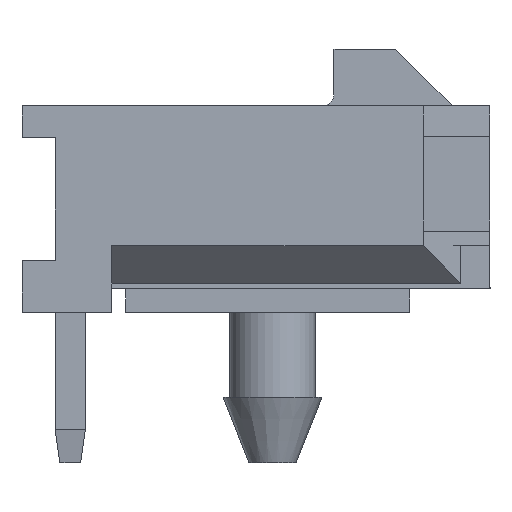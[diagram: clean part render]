
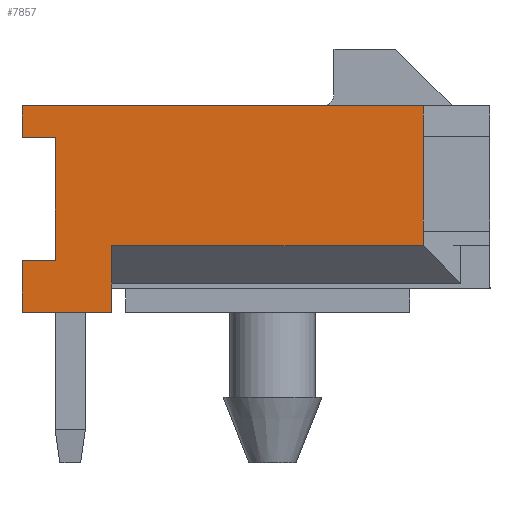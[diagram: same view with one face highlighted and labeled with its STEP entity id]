
A CAD part, left-side view. The second image highlights one B-rep face of the part: STEP entity #7857.
In plain terms, the highlighted planar face has unit normal (-1, 0, 0).
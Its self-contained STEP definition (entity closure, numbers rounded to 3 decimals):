
#1045=ORIENTED_EDGE('',*,*,#3155,.T.);
#1046=ORIENTED_EDGE('',*,*,#3156,.T.);
#1047=ORIENTED_EDGE('',*,*,#3148,.T.);
#1048=ORIENTED_EDGE('',*,*,#3157,.T.);
#1049=ORIENTED_EDGE('',*,*,#3158,.F.);
#1050=ORIENTED_EDGE('',*,*,#3159,.T.);
#1051=ORIENTED_EDGE('',*,*,#3160,.F.);
#1052=ORIENTED_EDGE('',*,*,#3161,.F.);
#1053=ORIENTED_EDGE('',*,*,#3162,.F.);
#1054=ORIENTED_EDGE('',*,*,#2548,.T.);
#1055=ORIENTED_EDGE('',*,*,#3154,.T.);
#1056=ORIENTED_EDGE('',*,*,#3163,.T.);
#2548=EDGE_CURVE('',#3678,#3677,#4414,.T.);
#3148=EDGE_CURVE('',#4141,#4142,#5014,.T.);
#3154=EDGE_CURVE('',#3677,#4146,#5020,.T.);
#3155=EDGE_CURVE('',#4147,#4148,#5021,.T.);
#3156=EDGE_CURVE('',#4148,#4141,#5022,.T.);
#3157=EDGE_CURVE('',#4142,#4149,#5023,.T.);
#3158=EDGE_CURVE('',#4150,#4149,#5024,.T.);
#3159=EDGE_CURVE('',#4150,#4151,#5025,.T.);
#3160=EDGE_CURVE('',#4152,#4151,#5026,.T.);
#3161=EDGE_CURVE('',#4153,#4152,#5027,.T.);
#3162=EDGE_CURVE('',#3678,#4153,#5028,.T.);
#3163=EDGE_CURVE('',#4146,#4147,#5029,.T.);
#3677=VERTEX_POINT('',#10940);
#3678=VERTEX_POINT('',#10942);
#4141=VERTEX_POINT('',#12113);
#4142=VERTEX_POINT('',#12114);
#4146=VERTEX_POINT('',#12124);
#4147=VERTEX_POINT('',#12128);
#4148=VERTEX_POINT('',#12129);
#4149=VERTEX_POINT('',#12132);
#4150=VERTEX_POINT('',#12134);
#4151=VERTEX_POINT('',#12136);
#4152=VERTEX_POINT('',#12138);
#4153=VERTEX_POINT('',#12140);
#4414=LINE('',#10941,#5533);
#5014=LINE('',#12112,#6133);
#5020=LINE('',#12125,#6139);
#5021=LINE('',#12127,#6140);
#5022=LINE('',#12130,#6141);
#5023=LINE('',#12131,#6142);
#5024=LINE('',#12133,#6143);
#5025=LINE('',#12135,#6144);
#5026=LINE('',#12137,#6145);
#5027=LINE('',#12139,#6146);
#5028=LINE('',#12141,#6147);
#5029=LINE('',#12142,#6148);
#5533=VECTOR('',#8817,1000.);
#6133=VECTOR('',#9633,1000.);
#6139=VECTOR('',#9641,1000.);
#6140=VECTOR('',#9644,1000.);
#6141=VECTOR('',#9645,1000.);
#6142=VECTOR('',#9646,1000.);
#6143=VECTOR('',#9647,1000.);
#6144=VECTOR('',#9648,1000.);
#6145=VECTOR('',#9649,1000.);
#6146=VECTOR('',#9650,1000.);
#6147=VECTOR('',#9651,1000.);
#6148=VECTOR('',#9652,1000.);
#6637=EDGE_LOOP('',(#1045,#1046,#1047,#1048,#1049,#1050,#1051,#1052,#1053,
#1054,#1055,#1056));
#7064=FACE_BOUND('',#6637,.T.);
#7464=PLANE('',#8287);
#7857=ADVANCED_FACE('',(#7064),#7464,.T.);
#8287=AXIS2_PLACEMENT_3D('',#12126,#9642,#9643);
#8817=DIRECTION('',(0.,1.,0.));
#9633=DIRECTION('',(0.,0.,-1.));
#9641=DIRECTION('',(0.,0.,-1.));
#9642=DIRECTION('',(-1.,0.,0.));
#9643=DIRECTION('',(0.,0.,1.));
#9644=DIRECTION('',(0.,0.,-1.));
#9645=DIRECTION('',(0.,1.,0.));
#9646=DIRECTION('',(0.,-1.,0.));
#9647=DIRECTION('',(0.,0.,-1.));
#9648=DIRECTION('',(0.,-1.,0.));
#9649=DIRECTION('',(0.,0.,-1.));
#9650=DIRECTION('',(0.,0.,-1.));
#9651=DIRECTION('',(0.,0.,-1.));
#9652=DIRECTION('',(0.,-1.,0.));
#10940=CARTESIAN_POINT('',(-19.825,4.95,2.185));
#10941=CARTESIAN_POINT('',(-19.825,-4.95,2.185));
#10942=CARTESIAN_POINT('',(-19.825,-3.536,2.185));
#12112=CARTESIAN_POINT('',(-19.825,4.95,2.185));
#12113=CARTESIAN_POINT('',(-19.825,4.95,-1.085));
#12114=CARTESIAN_POINT('',(-19.825,4.95,-2.185));
#12124=CARTESIAN_POINT('',(-19.825,4.95,1.515));
#12125=CARTESIAN_POINT('',(-19.825,4.95,2.185));
#12126=CARTESIAN_POINT('',(-19.825,0.,0.));
#12127=CARTESIAN_POINT('',(-19.825,4.25,0.));
#12128=CARTESIAN_POINT('',(-19.825,4.25,1.515));
#12129=CARTESIAN_POINT('',(-19.825,4.25,-1.085));
#12130=CARTESIAN_POINT('',(-19.825,0.,-1.085));
#12131=CARTESIAN_POINT('',(-19.825,4.95,-2.185));
#12132=CARTESIAN_POINT('',(-19.825,3.05,-2.185));
#12133=CARTESIAN_POINT('',(-19.825,3.05,-2.185));
#12134=CARTESIAN_POINT('',(-19.825,3.05,-0.771));
#12135=CARTESIAN_POINT('',(-19.825,3.05,-0.771));
#12136=CARTESIAN_POINT('',(-19.825,-3.536,-0.771));
#12137=CARTESIAN_POINT('',(-19.825,-3.536,0.));
#12138=CARTESIAN_POINT('',(-19.825,-3.536,-0.465));
#12139=CARTESIAN_POINT('',(-19.825,-3.536,1.535));
#12140=CARTESIAN_POINT('',(-19.825,-3.536,1.535));
#12141=CARTESIAN_POINT('',(-19.825,-3.536,0.));
#12142=CARTESIAN_POINT('',(-19.825,0.,1.515));
